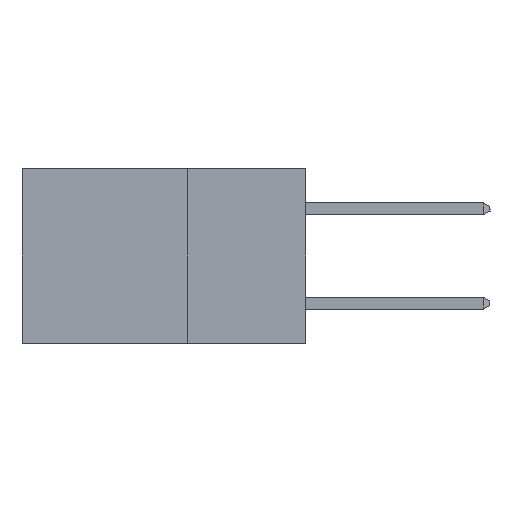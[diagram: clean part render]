
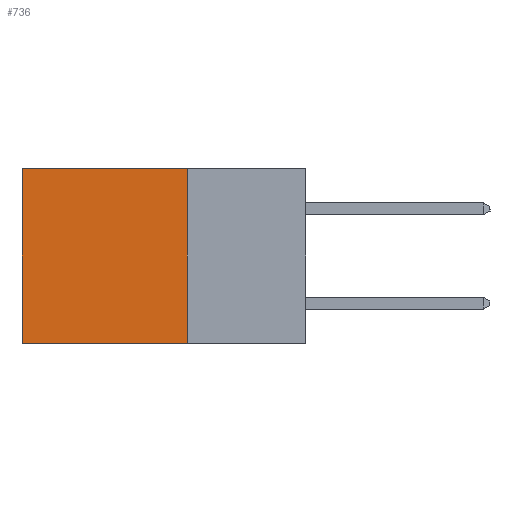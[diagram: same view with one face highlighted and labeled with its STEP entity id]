
A CAD part, left-side view. The second image highlights one B-rep face of the part: STEP entity #736.
In plain terms, the highlighted planar face has unit normal (-1, 0, 0).
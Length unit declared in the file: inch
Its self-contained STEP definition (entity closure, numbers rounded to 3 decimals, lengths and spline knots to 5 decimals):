
#736 = ADVANCED_FACE ( 'NONE', ( #4663 ), #15684, .F. ) ;
#2448 = DIRECTION ( 'NONE',  ( 0., 1., 0. ) ) ;
#3304 = EDGE_CURVE ( 'NONE', #18877, #14795, #15140, .T. ) ;
#3339 = DIRECTION ( 'NONE',  ( 0., 0., -1. ) ) ;
#3504 = VECTOR ( 'NONE', #2448, 39.37008 ) ;
#4040 = CARTESIAN_POINT ( 'NONE',  ( 0.298, 0.6, -0.37 ) ) ;
#4663 = FACE_OUTER_BOUND ( 'NONE', #12332, .T. ) ;
#5043 = VECTOR ( 'NONE', #9232, 39.37008 ) ;
#5096 = VERTEX_POINT ( 'NONE', #14837 ) ;
#5950 = EDGE_CURVE ( 'NONE', #14795, #22424, #20831, .T. ) ;
#6745 = ORIENTED_EDGE ( 'NONE', *, *, #5950, .F. ) ;
#9232 = DIRECTION ( 'NONE',  ( 0., 1., 0. ) ) ;
#9422 = CARTESIAN_POINT ( 'NONE',  ( 0.298, 0.25, 0. ) ) ;
#9741 = VECTOR ( 'NONE', #3339, 39.37008 ) ;
#11151 = DIRECTION ( 'NONE',  ( 1., 0., 0. ) ) ;
#11460 = DIRECTION ( 'NONE',  ( 0., 0., -1. ) ) ;
#12332 = EDGE_LOOP ( 'NONE', ( #18770, #6745, #21670, #26564 ) ) ;
#12354 = AXIS2_PLACEMENT_3D ( 'NONE', #9422, #11151, #11460 ) ;
#13387 = CARTESIAN_POINT ( 'NONE',  ( 0.298, 0.25, -0.37 ) ) ;
#13714 = CARTESIAN_POINT ( 'NONE',  ( 0.298, 0.6, 0. ) ) ;
#14151 = CARTESIAN_POINT ( 'NONE',  ( 0.298, 0.25, 0. ) ) ;
#14487 = VECTOR ( 'NONE', #22425, 39.37008 ) ;
#14559 = LINE ( 'NONE', #13714, #9741 ) ;
#14795 = VERTEX_POINT ( 'NONE', #20203 ) ;
#14803 = CARTESIAN_POINT ( 'NONE',  ( 0.298, 0.25, 0. ) ) ;
#14837 = CARTESIAN_POINT ( 'NONE',  ( 0.298, 0.6, 0. ) ) ;
#15140 = LINE ( 'NONE', #14151, #14487 ) ;
#15684 = PLANE ( 'NONE',  #12354 ) ;
#18553 = EDGE_CURVE ( 'NONE', #5096, #22424, #14559, .T. ) ;
#18770 = ORIENTED_EDGE ( 'NONE', *, *, #18553, .T. ) ;
#18877 = VERTEX_POINT ( 'NONE', #18889 ) ;
#18889 = CARTESIAN_POINT ( 'NONE',  ( 0.298, 0.25, 0. ) ) ;
#20203 = CARTESIAN_POINT ( 'NONE',  ( 0.298, 0.25, -0.37 ) ) ;
#20831 = LINE ( 'NONE', #13387, #5043 ) ;
#21670 = ORIENTED_EDGE ( 'NONE', *, *, #3304, .F. ) ;
#22424 = VERTEX_POINT ( 'NONE', #4040 ) ;
#22425 = DIRECTION ( 'NONE',  ( 0., 0., -1. ) ) ;
#24705 = LINE ( 'NONE', #14803, #3504 ) ;
#24899 = EDGE_CURVE ( 'NONE', #18877, #5096, #24705, .T. ) ;
#26564 = ORIENTED_EDGE ( 'NONE', *, *, #24899, .T. ) ;
